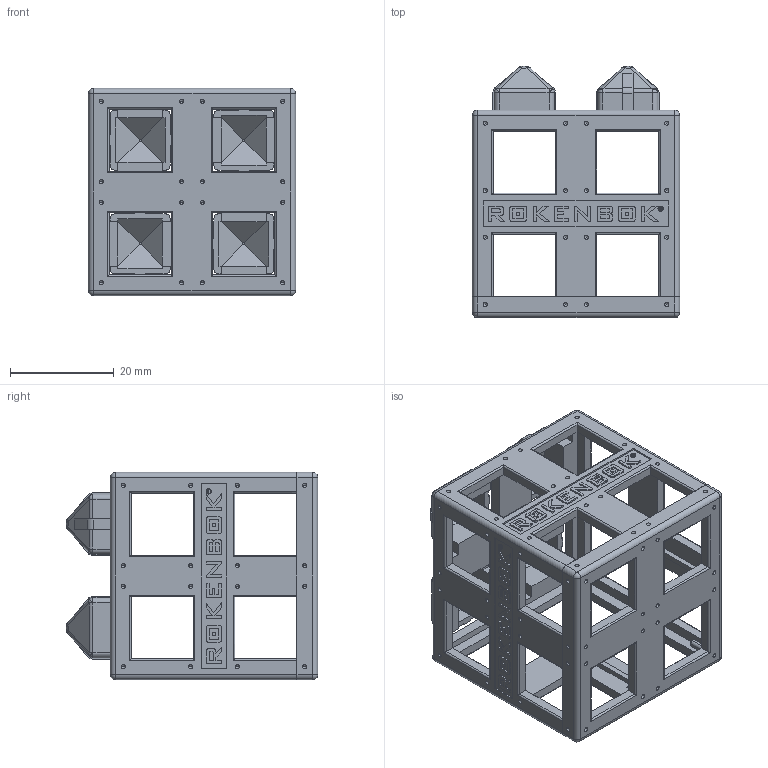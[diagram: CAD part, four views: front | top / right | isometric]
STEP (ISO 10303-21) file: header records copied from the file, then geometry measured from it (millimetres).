
FILE_DESCRIPTION (( 'STEP AP203' ), '1' );
FILE_NAME ('20-00269b.STEP', '2014-04-13T23:52:57', ( 'Nicholas Morozovsky' ), ( '' ), 'SwSTEP 2.0', 'SolidWorks 2012', '' );
FILE_SCHEMA (( 'CONFIG_CONTROL_DESIGN' ));
Length unit declared in the file: millimetre
Products named in the file (1): 20-00269b
Bounding box: 40 x 48.5 x 40 mm (x, y, z)
Volume: 11905.6 mm3; surface area: 15874.3 mm2
Topology: 2 solids, 2 shells, 1389 faces, 3876 edges, 2460 vertices
Faces by surface type: plane 885, cylinder 212, sphere 152, bspline 140
Entity records: 48205 total; most frequent: CARTESIAN_POINT 15354, ORIENTED_EDGE 7064, DIRECTION 6116, EDGE_CURVE 3532, LINE 2672, VECTOR 2672, VERTEX_POINT 2300, AXIS2_PLACEMENT_3D 1722
